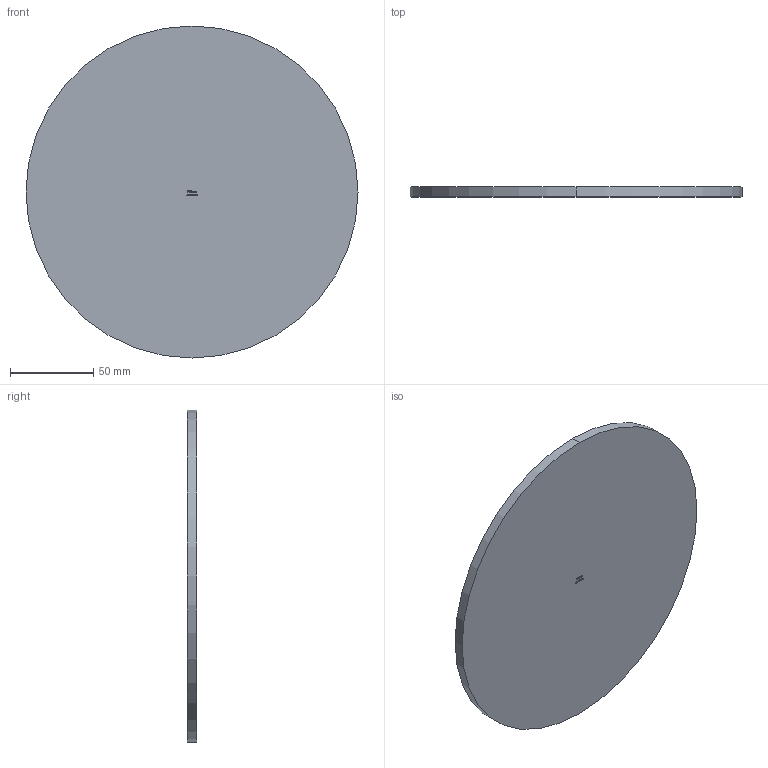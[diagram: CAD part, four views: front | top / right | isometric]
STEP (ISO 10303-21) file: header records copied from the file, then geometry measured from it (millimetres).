
FILE_DESCRIPTION (( 'STEP AP203' ), '1' );
FILE_NAME ('53200-240-R.step', '2020-10-16T11:30:57', ( '' ), ( '' ), 'SwSTEP 2.0', 'SolidWorks 2018', '' );
FILE_SCHEMA (( 'CONFIG_CONTROL_DESIGN' ));
Length unit declared in the file: millimetre
Products named in the file (2): 53200-240-R
Bounding box: 200 x 6 x 200 mm (x, y, z)
Volume: 188495.3 mm3; surface area: 66608.2 mm2
Topology: 1 solids, 1 shells, 252 faces, 669 edges, 446 vertices
Faces by surface type: plane 136, bspline 114, cylinder 2
Entity records: 14472 total; most frequent: CARTESIAN_POINT 8827, ORIENTED_EDGE 1338, DIRECTION 725, EDGE_CURVE 669, VERTEX_POINT 446, LINE 437, VECTOR 437, EDGE_LOOP 279
